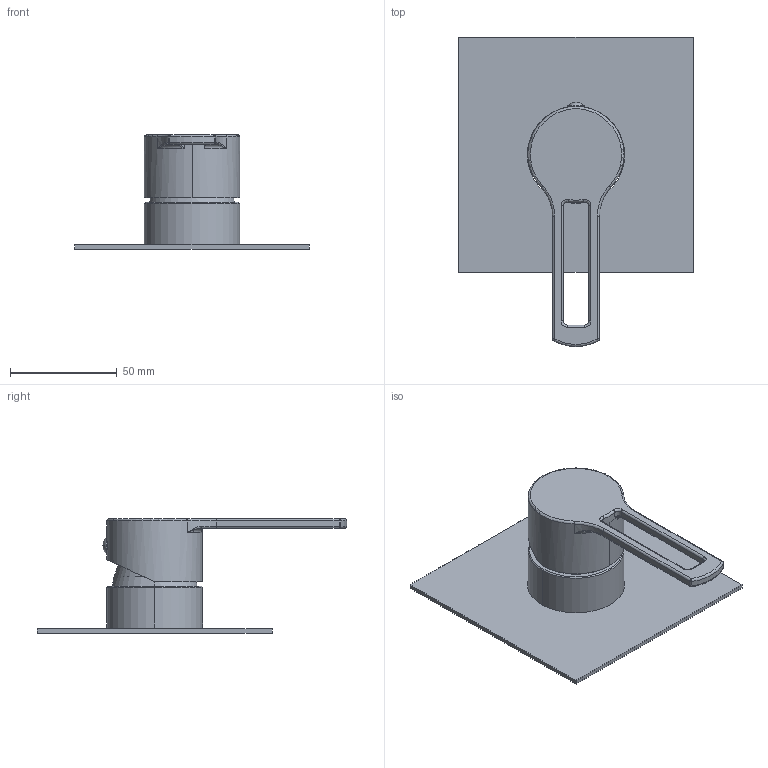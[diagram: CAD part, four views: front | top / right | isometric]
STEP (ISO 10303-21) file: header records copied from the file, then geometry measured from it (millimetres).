
FILE_DESCRIPTION((''),'2;1');
FILE_NAME('RIN010CR-M','2021-11-05T08:25:15',('ut3'),('PAFFONI SpA'),'CREO PARAMETRIC BY PTC INC, 2020044','CREO PARAMETRIC BY PTC INC, 2020044','');
FILE_SCHEMA(('CONFIG_CONTROL_DESIGN','SHAPE_APPEARANCE_LAYERS_GROUPS'));
Length unit declared in the file: millimetre
Products named in the file (1): RIN010CR-M
Bounding box: 110 x 144.95 x 53.6 mm (x, y, z)
Volume: 64036.7 mm3; surface area: 55557.3 mm2
Topology: 2 solids, 2 shells, 950 faces, 2523 edges, 1581 vertices
Faces by surface type: plane 554, cylinder 207, torus 100, cone 43, bspline 24, sphere 22
Entity records: 40016 total; most frequent: CARTESIAN_POINT 10039, ORIENTED_EDGE 5038, DIRECTION 4685, EDGE_CURVE 2519, AXIS2_PLACEMENT_3D 1637, VERTEX_POINT 1581, VECTOR 1411, LINE 1411
